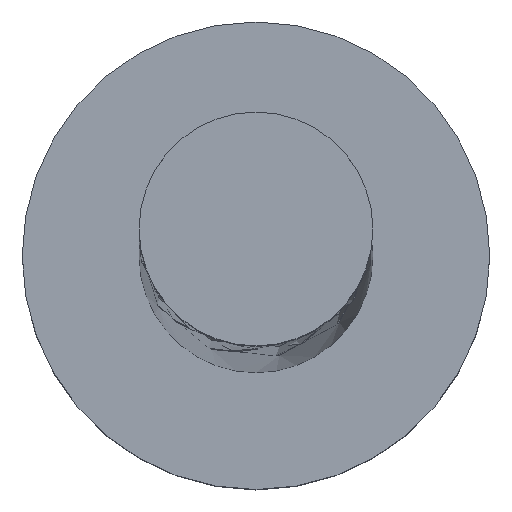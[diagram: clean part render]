
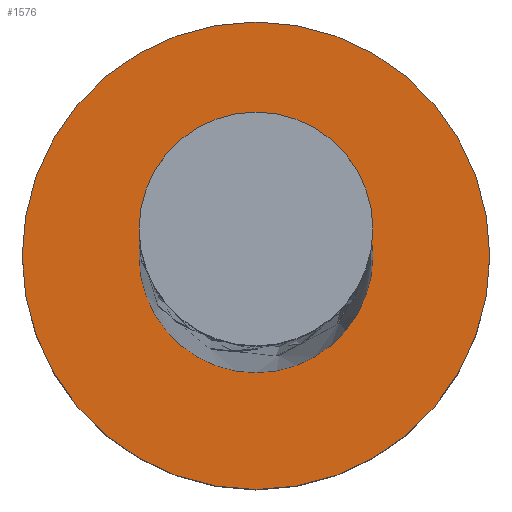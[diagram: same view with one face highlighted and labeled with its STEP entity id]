
A CAD part, top view. The second image highlights one B-rep face of the part: STEP entity #1576.
In plain terms, the highlighted planar face has unit normal (0, 0, 1).
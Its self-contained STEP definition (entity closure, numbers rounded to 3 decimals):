
#103 = AXIS2_PLACEMENT_3D ( 'NONE', #1585, #971, #338 ) ;
#111 = DIRECTION ( 'NONE',  ( 1., 0., 0. ) ) ;
#114 = DIRECTION ( 'NONE',  ( 1., 0., 0. ) ) ;
#165 = VERTEX_POINT ( 'NONE', #854 ) ;
#248 = CARTESIAN_POINT ( 'NONE',  ( 0., 0., 3. ) ) ;
#258 = ORIENTED_EDGE ( 'NONE', *, *, #1388, .T. ) ;
#289 = AXIS2_PLACEMENT_3D ( 'NONE', #248, #1139, #1390 ) ;
#338 = DIRECTION ( 'NONE',  ( 1., 0., 0. ) ) ;
#420 = ORIENTED_EDGE ( 'NONE', *, *, #925, .F. ) ;
#477 = EDGE_CURVE ( 'NONE', #165, #725, #1408, .T. ) ;
#517 = DIRECTION ( 'NONE',  ( 1., 0., 0. ) ) ;
#526 = AXIS2_PLACEMENT_3D ( 'NONE', #1630, #761, #114 ) ;
#537 = ORIENTED_EDGE ( 'NONE', *, *, #1063, .F. ) ;
#607 = VERTEX_POINT ( 'NONE', #1226 ) ;
#700 = AXIS2_PLACEMENT_3D ( 'NONE', #744, #1152, #517 ) ;
#725 = VERTEX_POINT ( 'NONE', #1518 ) ;
#742 = CARTESIAN_POINT ( 'NONE',  ( 1.5, 0., 3. ) ) ;
#744 = CARTESIAN_POINT ( 'NONE',  ( 0., 0., 3. ) ) ;
#761 = DIRECTION ( 'NONE',  ( 0., 0., 1. ) ) ;
#810 = AXIS2_PLACEMENT_3D ( 'NONE', #1262, #1493, #111 ) ;
#854 = CARTESIAN_POINT ( 'NONE',  ( -3., 0., 3. ) ) ;
#889 = PLANE ( 'NONE',  #289 ) ;
#925 = EDGE_CURVE ( 'NONE', #607, #1456, #1530, .T. ) ;
#961 = EDGE_LOOP ( 'NONE', ( #420, #537 ) ) ;
#971 = DIRECTION ( 'NONE',  ( 0., 0., 1. ) ) ;
#1007 = FACE_BOUND ( 'NONE', #961, .T. ) ;
#1060 = EDGE_LOOP ( 'NONE', ( #1296, #258 ) ) ;
#1063 = EDGE_CURVE ( 'NONE', #1456, #607, #1078, .T. ) ;
#1078 = CIRCLE ( 'NONE', #526, 1.5 ) ;
#1139 = DIRECTION ( 'NONE',  ( 0., 0., 1. ) ) ;
#1152 = DIRECTION ( 'NONE',  ( 0., 0., 1. ) ) ;
#1226 = CARTESIAN_POINT ( 'NONE',  ( -1.5, 0., 3. ) ) ;
#1262 = CARTESIAN_POINT ( 'NONE',  ( 0., 0., 3. ) ) ;
#1268 = CIRCLE ( 'NONE', #810, 3. ) ;
#1296 = ORIENTED_EDGE ( 'NONE', *, *, #477, .T. ) ;
#1388 = EDGE_CURVE ( 'NONE', #725, #165, #1268, .T. ) ;
#1390 = DIRECTION ( 'NONE',  ( 1., 0., 0. ) ) ;
#1408 = CIRCLE ( 'NONE', #103, 3. ) ;
#1456 = VERTEX_POINT ( 'NONE', #742 ) ;
#1493 = DIRECTION ( 'NONE',  ( 0., 0., 1. ) ) ;
#1514 = FACE_OUTER_BOUND ( 'NONE', #1060, .T. ) ;
#1518 = CARTESIAN_POINT ( 'NONE',  ( 3., 0., 3. ) ) ;
#1530 = CIRCLE ( 'NONE', #700, 1.5 ) ;
#1576 = ADVANCED_FACE ( 'NONE', ( #1007, #1514 ), #889, .T. ) ;
#1585 = CARTESIAN_POINT ( 'NONE',  ( 0., 0., 3. ) ) ;
#1630 = CARTESIAN_POINT ( 'NONE',  ( 0., 0., 3. ) ) ;
